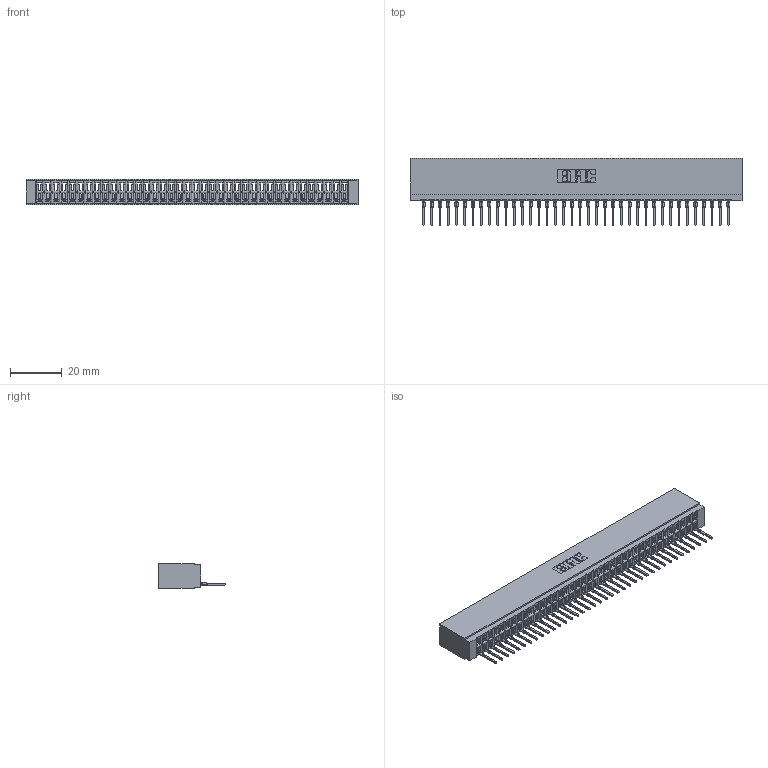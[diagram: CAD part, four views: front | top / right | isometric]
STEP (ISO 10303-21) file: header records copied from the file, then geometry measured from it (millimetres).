
FILE_DESCRIPTION (( 'STEP AP203' ), '1' );
FILE_NAME ('746-038-527-101.STEP', '2026-03-04T15:12:27', ( '' ), ( '' ), 'SwSTEP 2.0', 'SolidWorks 2023', '' );
FILE_SCHEMA (( 'CONFIG_CONTROL_DESIGN' ));
Length unit declared in the file: millimetre
Products named in the file (3): 746 Part_.515 Slot Depth - 01; 746-292-001_527; 746-038-527-101
Assembly tree (39 placements, depth 2):
  746-038-527-101
    746 Part_.515 Slot Depth - 01
    746-292-001_527  x38
Bounding box: 127.89 x 25.9 x 9.91 mm (x, y, z)
Volume: 13419.6 mm3; surface area: 20055.6 mm2
Topology: 39 solids, 39 shells, 4201 faces, 11929 edges, 7661 vertices
Faces by surface type: plane 2449, cylinder 764, bspline 760, torus 228
Entity records: 57985 total; most frequent: CARTESIAN_POINT 11767, ORIENTED_EDGE 10168, DIRECTION 8420, EDGE_CURVE 5084, LINE 4520, VECTOR 4520, VERTEX_POINT 3369, AXIS2_PLACEMENT_3D 1950
